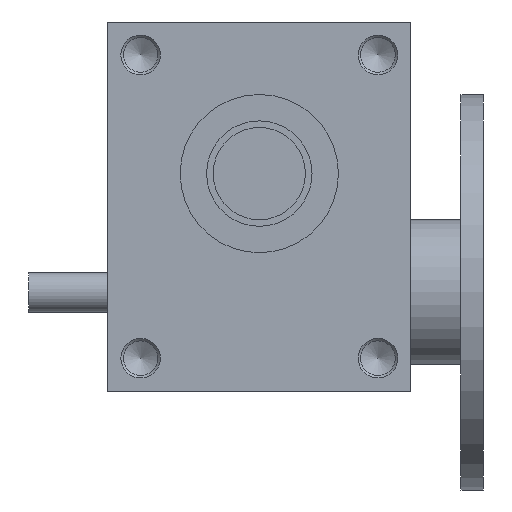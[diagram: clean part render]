
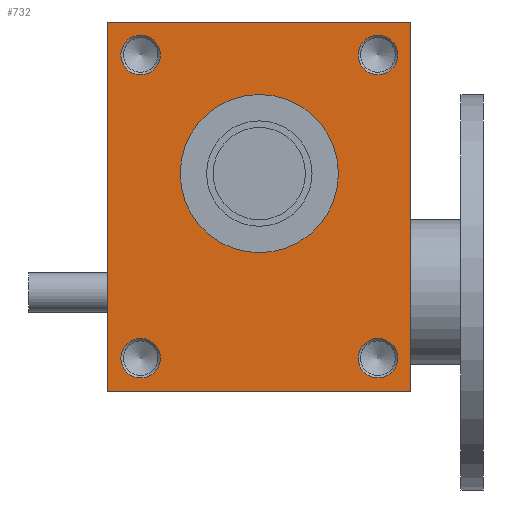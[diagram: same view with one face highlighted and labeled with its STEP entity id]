
A CAD part, front view. The second image highlights one B-rep face of the part: STEP entity #732.
In plain terms, the highlighted planar face has unit normal (0, -1, 0).
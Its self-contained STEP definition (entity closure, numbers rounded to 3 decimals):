
#732 = ADVANCED_FACE( '', ( #1531, #1532, #1533, #1534, #1535, #1536 ), #1537, .F. );
#1531 = FACE_BOUND( '', #2322, .T. );
#1532 = FACE_BOUND( '', #2323, .T. );
#1533 = FACE_BOUND( '', #2324, .T. );
#1534 = FACE_BOUND( '', #2325, .T. );
#1535 = FACE_BOUND( '', #2326, .T. );
#1536 = FACE_OUTER_BOUND( '', #2327, .T. );
#1537 = PLANE( '', #2328 );
#2322 = EDGE_LOOP( '', ( #3977 ) );
#2323 = EDGE_LOOP( '', ( #3978 ) );
#2324 = EDGE_LOOP( '', ( #3979 ) );
#2325 = EDGE_LOOP( '', ( #3980 ) );
#2326 = EDGE_LOOP( '', ( #3981 ) );
#2327 = EDGE_LOOP( '', ( #3982, #3983, #3984, #3985 ) );
#2328 = AXIS2_PLACEMENT_3D( '', #3986, #3987, #3988 );
#3977 = ORIENTED_EDGE( '', *, *, #4754, .F. );
#3978 = ORIENTED_EDGE( '', *, *, #4751, .F. );
#3979 = ORIENTED_EDGE( '', *, *, #4384, .F. );
#3980 = ORIENTED_EDGE( '', *, *, #4763, .F. );
#3981 = ORIENTED_EDGE( '', *, *, #4159, .T. );
#3982 = ORIENTED_EDGE( '', *, *, #4443, .T. );
#3983 = ORIENTED_EDGE( '', *, *, #4656, .F. );
#3984 = ORIENTED_EDGE( '', *, *, #4465, .F. );
#3985 = ORIENTED_EDGE( '', *, *, #4621, .T. );
#3986 = CARTESIAN_POINT( '', ( -115., -88., 140. ) );
#3987 = DIRECTION( '', ( 0., 1., 0. ) );
#3988 = DIRECTION( '', ( 0., 0., 1. ) );
#4159 = EDGE_CURVE( '', #4843, #4843, #4844, .T. );
#4384 = EDGE_CURVE( '', #5238, #5238, #5239, .T. );
#4443 = EDGE_CURVE( '', #5319, #5321, #5323, .T. );
#4465 = EDGE_CURVE( '', #5348, #5350, #5351, .T. );
#4621 = EDGE_CURVE( '', #5348, #5319, #5558, .T. );
#4656 = EDGE_CURVE( '', #5350, #5321, #5603, .T. );
#4751 = EDGE_CURVE( '', #5714, #5714, #5715, .T. );
#4754 = EDGE_CURVE( '', #5718, #5718, #5719, .T. );
#4763 = EDGE_CURVE( '', #5728, #5728, #5729, .T. );
#4843 = VERTEX_POINT( '', #5884 );
#4844 = CIRCLE( '', #5885, 60. );
#5238 = VERTEX_POINT( '', #6399 );
#5239 = CIRCLE( '', #6400, 15. );
#5319 = VERTEX_POINT( '', #6502 );
#5321 = VERTEX_POINT( '', #6505 );
#5323 = LINE( '', #6508, #6509 );
#5348 = VERTEX_POINT( '', #6539 );
#5350 = VERTEX_POINT( '', #6542 );
#5351 = LINE( '', #6543, #6544 );
#5558 = LINE( '', #6809, #6810 );
#5603 = LINE( '', #6868, #6869 );
#5714 = VERTEX_POINT( '', #6999 );
#5715 = CIRCLE( '', #7000, 15. );
#5718 = VERTEX_POINT( '', #7003 );
#5719 = CIRCLE( '', #7004, 15. );
#5728 = VERTEX_POINT( '', #7013 );
#5729 = CIRCLE( '', #7014, 15. );
#5884 = CARTESIAN_POINT( '', ( 60., -88., 25. ) );
#5885 = AXIS2_PLACEMENT_3D( '', #7077, #7078, #7079 );
#6399 = CARTESIAN_POINT( '', ( 90., -88., 100. ) );
#6400 = AXIS2_PLACEMENT_3D( '', #7416, #7417, #7418 );
#6502 = CARTESIAN_POINT( '', ( -115., -88., -140. ) );
#6505 = CARTESIAN_POINT( '', ( 115., -88., -140. ) );
#6508 = CARTESIAN_POINT( '', ( -115., -88., -140. ) );
#6509 = VECTOR( '', #7485, 1000. );
#6539 = CARTESIAN_POINT( '', ( -115., -88., 140. ) );
#6542 = CARTESIAN_POINT( '', ( 115., -88., 140. ) );
#6543 = CARTESIAN_POINT( '', ( -115., -88., 140. ) );
#6544 = VECTOR( '', #7504, 1000. );
#6809 = CARTESIAN_POINT( '', ( -115., -88., 140. ) );
#6810 = VECTOR( '', #7677, 1000. );
#6868 = CARTESIAN_POINT( '', ( 115., -88., 140. ) );
#6869 = VECTOR( '', #7706, 1000. );
#6999 = CARTESIAN_POINT( '', ( -90., -88., 100. ) );
#7000 = AXIS2_PLACEMENT_3D( '', #7786, #7787, #7788 );
#7003 = CARTESIAN_POINT( '', ( -90., -88., -130. ) );
#7004 = AXIS2_PLACEMENT_3D( '', #7789, #7790, #7791 );
#7013 = CARTESIAN_POINT( '', ( 90., -88., -130. ) );
#7014 = AXIS2_PLACEMENT_3D( '', #7795, #7796, #7797 );
#7077 = CARTESIAN_POINT( '', ( 0., -88., 25. ) );
#7078 = DIRECTION( '', ( 0., 1., 0. ) );
#7079 = DIRECTION( '', ( 1., 0., 0. ) );
#7416 = CARTESIAN_POINT( '', ( 90., -88., 115. ) );
#7417 = DIRECTION( '', ( 0., -1., 0. ) );
#7418 = DIRECTION( '', ( 0., 0., -1. ) );
#7485 = DIRECTION( '', ( 1., 0., 0. ) );
#7504 = DIRECTION( '', ( 1., 0., 0. ) );
#7677 = DIRECTION( '', ( 0., 0., -1. ) );
#7706 = DIRECTION( '', ( 0., 0., -1. ) );
#7786 = CARTESIAN_POINT( '', ( -90., -88., 115. ) );
#7787 = DIRECTION( '', ( 0., -1., 0. ) );
#7788 = DIRECTION( '', ( 0., 0., -1. ) );
#7789 = CARTESIAN_POINT( '', ( -90., -88., -115. ) );
#7790 = DIRECTION( '', ( 0., -1., 0. ) );
#7791 = DIRECTION( '', ( 0., 0., -1. ) );
#7795 = CARTESIAN_POINT( '', ( 90., -88., -115. ) );
#7796 = DIRECTION( '', ( 0., -1., 0. ) );
#7797 = DIRECTION( '', ( 0., 0., -1. ) );
